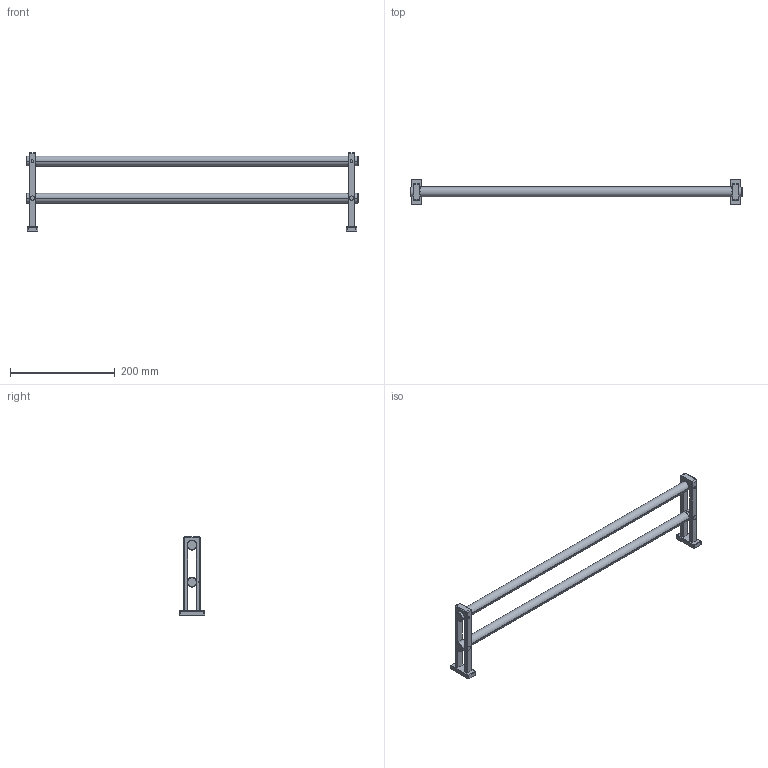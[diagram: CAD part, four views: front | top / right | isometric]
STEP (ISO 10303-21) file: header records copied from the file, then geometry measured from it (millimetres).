
FILE_DESCRIPTION((''),'2;1');
FILE_NAME('3022-24','2021-12-20T11:30:29',('jinson.thomas'),(''),'CREO PARAMETRIC BY PTC INC, 2018400','CREO PARAMETRIC BY PTC INC, 2018400','');
FILE_SCHEMA(('CONFIG_CONTROL_DESIGN'));
Length unit declared in the file: inch
Products named in the file (1): 3022-24
Bounding box: 634.29 x 48.11 x 150.09 mm (x, y, z)
Volume: 130618.8 mm3; surface area: 175846.6 mm2
Topology: 4 solids, 6 shells, 218 faces, 520 edges, 328 vertices
Faces by surface type: cylinder 110, plane 44, bspline 40, torus 16, cone 8
Entity records: 13390 total; most frequent: CARTESIAN_POINT 8556, ORIENTED_EDGE 1040, DIRECTION 914, EDGE_CURVE 520, AXIS2_PLACEMENT_3D 360, VERTEX_POINT 328, EDGE_LOOP 236, FACE_OUTER_BOUND 218
